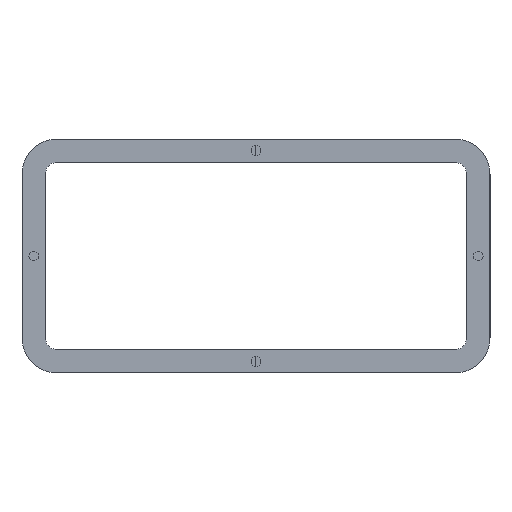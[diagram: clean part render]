
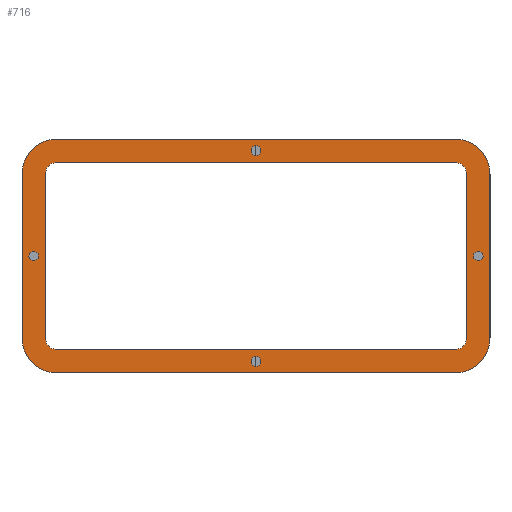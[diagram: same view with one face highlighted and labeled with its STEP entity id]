
A CAD part, left-side view. The second image highlights one B-rep face of the part: STEP entity #716.
In plain terms, the highlighted planar face has unit normal (-1, 0, 0).
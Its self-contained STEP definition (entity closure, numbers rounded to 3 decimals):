
#517=AXIS2_PLACEMENT_3D('Circle Axis2P3D',#515,#516,$) ;
#535=AXIS2_PLACEMENT_3D('Plane Axis2P3D',#532,#533,#534) ;
#548=AXIS2_PLACEMENT_3D('Circle Axis2P3D',#546,#547,$) ;
#562=AXIS2_PLACEMENT_3D('Circle Axis2P3D',#560,#561,$) ;
#574=AXIS2_PLACEMENT_3D('Circle Axis2P3D',#572,#573,$) ;
#598=AXIS2_PLACEMENT_3D('Circle Axis2P3D',#596,#597,$) ;
#612=AXIS2_PLACEMENT_3D('Circle Axis2P3D',#610,#611,$) ;
#617=AXIS2_PLACEMENT_3D('Circle Axis2P3D',#615,#616,$) ;
#631=AXIS2_PLACEMENT_3D('Circle Axis2P3D',#629,#630,$) ;
#646=AXIS2_PLACEMENT_3D('Circle Axis2P3D',#644,#645,$) ;
#655=AXIS2_PLACEMENT_3D('Circle Axis2P3D',#653,#654,$) ;
#664=AXIS2_PLACEMENT_3D('Circle Axis2P3D',#662,#663,$) ;
#673=AXIS2_PLACEMENT_3D('Circle Axis2P3D',#671,#672,$) ;
#682=AXIS2_PLACEMENT_3D('Circle Axis2P3D',#680,#681,$) ;
#691=AXIS2_PLACEMENT_3D('Circle Axis2P3D',#689,#690,$) ;
#700=AXIS2_PLACEMENT_3D('Circle Axis2P3D',#698,#699,$) ;
#709=AXIS2_PLACEMENT_3D('Circle Axis2P3D',#707,#708,$) ;
#94=CARTESIAN_POINT('Line Origine',(-320.,100.,750.)) ;
#98=CARTESIAN_POINT('Vertex',(-320.,100.,715.)) ;
#100=CARTESIAN_POINT('Vertex',(-320.,100.,785.)) ;
#306=CARTESIAN_POINT('Vertex',(-320.,90.,785.)) ;
#309=CARTESIAN_POINT('Line Origine',(-320.,90.,750.)) ;
#313=CARTESIAN_POINT('Vertex',(-320.,90.,715.)) ;
#512=CARTESIAN_POINT('Vertex',(-320.,85.,700.)) ;
#515=CARTESIAN_POINT('Axis2P3D Location',(-320.,85.,715.)) ;
#532=CARTESIAN_POINT('Axis2P3D Location',(-320.,0.,0.)) ;
#537=CARTESIAN_POINT('Line Origine',(-320.,-100.,750.)) ;
#541=CARTESIAN_POINT('Vertex',(-320.,-100.,785.)) ;
#543=CARTESIAN_POINT('Vertex',(-320.,-100.,715.)) ;
#546=CARTESIAN_POINT('Axis2P3D Location',(-320.,-85.,785.)) ;
#550=CARTESIAN_POINT('Vertex',(-320.,-85.,800.)) ;
#553=CARTESIAN_POINT('Line Origine',(-320.,0.,800.)) ;
#557=CARTESIAN_POINT('Vertex',(-320.,85.,800.)) ;
#560=CARTESIAN_POINT('Axis2P3D Location',(-320.,85.,785.)) ;
#565=CARTESIAN_POINT('Line Origine',(-320.,0.,700.)) ;
#569=CARTESIAN_POINT('Vertex',(-320.,-85.,700.)) ;
#572=CARTESIAN_POINT('Axis2P3D Location',(-320.,-85.,715.)) ;
#587=CARTESIAN_POINT('Line Origine',(-320.,-90.,750.)) ;
#591=CARTESIAN_POINT('Vertex',(-320.,-90.,785.)) ;
#593=CARTESIAN_POINT('Vertex',(-320.,-90.,715.)) ;
#596=CARTESIAN_POINT('Axis2P3D Location',(-320.,-85.,715.)) ;
#600=CARTESIAN_POINT('Vertex',(-320.,-85.,710.)) ;
#603=CARTESIAN_POINT('Line Origine',(-320.,0.,710.)) ;
#607=CARTESIAN_POINT('Vertex',(-320.,85.,710.)) ;
#610=CARTESIAN_POINT('Axis2P3D Location',(-320.,85.,715.)) ;
#615=CARTESIAN_POINT('Axis2P3D Location',(-320.,85.,785.)) ;
#619=CARTESIAN_POINT('Vertex',(-320.,85.,790.)) ;
#622=CARTESIAN_POINT('Line Origine',(-320.,0.,790.)) ;
#626=CARTESIAN_POINT('Vertex',(-320.,-85.,790.)) ;
#629=CARTESIAN_POINT('Axis2P3D Location',(-320.,-85.,785.)) ;
#644=CARTESIAN_POINT('Axis2P3D Location',(-320.,95.,750.)) ;
#648=CARTESIAN_POINT('Vertex',(-320.,92.9,750.)) ;
#650=CARTESIAN_POINT('Vertex',(-320.,97.1,750.)) ;
#653=CARTESIAN_POINT('Axis2P3D Location',(-320.,95.,750.)) ;
#662=CARTESIAN_POINT('Axis2P3D Location',(-320.,0.,705.)) ;
#666=CARTESIAN_POINT('Vertex',(-320.,-2.1,705.)) ;
#668=CARTESIAN_POINT('Vertex',(-320.,2.1,705.)) ;
#671=CARTESIAN_POINT('Axis2P3D Location',(-320.,0.,705.)) ;
#680=CARTESIAN_POINT('Axis2P3D Location',(-320.,-95.,750.)) ;
#684=CARTESIAN_POINT('Vertex',(-320.,-92.9,750.)) ;
#686=CARTESIAN_POINT('Vertex',(-320.,-97.1,750.)) ;
#689=CARTESIAN_POINT('Axis2P3D Location',(-320.,-95.,750.)) ;
#698=CARTESIAN_POINT('Axis2P3D Location',(-320.,0.,795.)) ;
#702=CARTESIAN_POINT('Vertex',(-320.,-2.1,795.)) ;
#704=CARTESIAN_POINT('Vertex',(-320.,2.1,795.)) ;
#707=CARTESIAN_POINT('Axis2P3D Location',(-320.,0.,795.)) ;
#95=DIRECTION('Vector Direction',(0.,0.,1.)) ;
#310=DIRECTION('Vector Direction',(0.,0.,1.)) ;
#516=DIRECTION('Axis2P3D Direction',(-1.,0.,0.)) ;
#533=DIRECTION('Axis2P3D Direction',(-1.,0.,0.)) ;
#534=DIRECTION('Axis2P3D XDirection',(0.,-1.,0.)) ;
#538=DIRECTION('Vector Direction',(0.,0.,-1.)) ;
#547=DIRECTION('Axis2P3D Direction',(-1.,0.,0.)) ;
#554=DIRECTION('Vector Direction',(0.,-1.,0.)) ;
#561=DIRECTION('Axis2P3D Direction',(-1.,0.,0.)) ;
#566=DIRECTION('Vector Direction',(0.,1.,0.)) ;
#573=DIRECTION('Axis2P3D Direction',(-1.,0.,0.)) ;
#588=DIRECTION('Vector Direction',(0.,0.,-1.)) ;
#597=DIRECTION('Axis2P3D Direction',(-1.,0.,0.)) ;
#604=DIRECTION('Vector Direction',(0.,1.,0.)) ;
#611=DIRECTION('Axis2P3D Direction',(-1.,0.,0.)) ;
#616=DIRECTION('Axis2P3D Direction',(-1.,0.,0.)) ;
#623=DIRECTION('Vector Direction',(0.,-1.,0.)) ;
#630=DIRECTION('Axis2P3D Direction',(-1.,0.,0.)) ;
#645=DIRECTION('Axis2P3D Direction',(-1.,0.,0.)) ;
#654=DIRECTION('Axis2P3D Direction',(-1.,0.,0.)) ;
#663=DIRECTION('Axis2P3D Direction',(-1.,0.,0.)) ;
#672=DIRECTION('Axis2P3D Direction',(-1.,0.,0.)) ;
#681=DIRECTION('Axis2P3D Direction',(-1.,0.,0.)) ;
#690=DIRECTION('Axis2P3D Direction',(-1.,0.,0.)) ;
#699=DIRECTION('Axis2P3D Direction',(-1.,0.,0.)) ;
#708=DIRECTION('Axis2P3D Direction',(-1.,0.,0.)) ;
#96=VECTOR('Line Direction',#95,1.) ;
#311=VECTOR('Line Direction',#310,1.) ;
#539=VECTOR('Line Direction',#538,1.) ;
#555=VECTOR('Line Direction',#554,1.) ;
#567=VECTOR('Line Direction',#566,1.) ;
#589=VECTOR('Line Direction',#588,1.) ;
#605=VECTOR('Line Direction',#604,1.) ;
#624=VECTOR('Line Direction',#623,1.) ;
#578=ORIENTED_EDGE('',*,*,#545,.F.) ;
#579=ORIENTED_EDGE('',*,*,#552,.T.) ;
#580=ORIENTED_EDGE('',*,*,#559,.F.) ;
#581=ORIENTED_EDGE('',*,*,#564,.T.) ;
#582=ORIENTED_EDGE('',*,*,#102,.F.) ;
#583=ORIENTED_EDGE('',*,*,#519,.T.) ;
#584=ORIENTED_EDGE('',*,*,#571,.F.) ;
#585=ORIENTED_EDGE('',*,*,#576,.T.) ;
#635=ORIENTED_EDGE('',*,*,#595,.T.) ;
#636=ORIENTED_EDGE('',*,*,#602,.F.) ;
#637=ORIENTED_EDGE('',*,*,#609,.T.) ;
#638=ORIENTED_EDGE('',*,*,#614,.F.) ;
#639=ORIENTED_EDGE('',*,*,#315,.T.) ;
#640=ORIENTED_EDGE('',*,*,#621,.F.) ;
#641=ORIENTED_EDGE('',*,*,#628,.T.) ;
#642=ORIENTED_EDGE('',*,*,#633,.F.) ;
#659=ORIENTED_EDGE('',*,*,#652,.F.) ;
#660=ORIENTED_EDGE('',*,*,#657,.F.) ;
#677=ORIENTED_EDGE('',*,*,#670,.F.) ;
#678=ORIENTED_EDGE('',*,*,#675,.F.) ;
#695=ORIENTED_EDGE('',*,*,#688,.F.) ;
#696=ORIENTED_EDGE('',*,*,#693,.F.) ;
#713=ORIENTED_EDGE('',*,*,#706,.F.) ;
#714=ORIENTED_EDGE('',*,*,#711,.F.) ;
#643=FACE_BOUND('',#634,.T.) ;
#661=FACE_BOUND('',#658,.T.) ;
#679=FACE_BOUND('',#676,.T.) ;
#697=FACE_BOUND('',#694,.T.) ;
#715=FACE_BOUND('',#712,.T.) ;
#716=ADVANCED_FACE('PartBody',(#586,#643,#661,#679,#697,#715),#536,.T.) ;
#518=CIRCLE('generated circle',#517,15.) ;
#549=CIRCLE('generated circle',#548,15.) ;
#563=CIRCLE('generated circle',#562,15.) ;
#575=CIRCLE('generated circle',#574,15.) ;
#599=CIRCLE('generated circle',#598,5.) ;
#613=CIRCLE('generated circle',#612,5.) ;
#618=CIRCLE('generated circle',#617,5.) ;
#632=CIRCLE('generated circle',#631,5.) ;
#647=CIRCLE('generated circle',#646,2.1) ;
#656=CIRCLE('generated circle',#655,2.1) ;
#665=CIRCLE('generated circle',#664,2.1) ;
#674=CIRCLE('generated circle',#673,2.1) ;
#683=CIRCLE('generated circle',#682,2.1) ;
#692=CIRCLE('generated circle',#691,2.1) ;
#701=CIRCLE('generated circle',#700,2.1) ;
#710=CIRCLE('generated circle',#709,2.1) ;
#102=EDGE_CURVE('',#99,#101,#97,.T.) ;
#315=EDGE_CURVE('',#314,#307,#312,.T.) ;
#519=EDGE_CURVE('',#99,#513,#518,.T.) ;
#545=EDGE_CURVE('',#542,#544,#540,.T.) ;
#552=EDGE_CURVE('',#542,#551,#549,.T.) ;
#559=EDGE_CURVE('',#558,#551,#556,.T.) ;
#564=EDGE_CURVE('',#558,#101,#563,.T.) ;
#571=EDGE_CURVE('',#570,#513,#568,.T.) ;
#576=EDGE_CURVE('',#570,#544,#575,.T.) ;
#595=EDGE_CURVE('',#592,#594,#590,.T.) ;
#602=EDGE_CURVE('',#601,#594,#599,.T.) ;
#609=EDGE_CURVE('',#601,#608,#606,.T.) ;
#614=EDGE_CURVE('',#314,#608,#613,.T.) ;
#621=EDGE_CURVE('',#620,#307,#618,.T.) ;
#628=EDGE_CURVE('',#620,#627,#625,.T.) ;
#633=EDGE_CURVE('',#592,#627,#632,.T.) ;
#652=EDGE_CURVE('',#649,#651,#647,.T.) ;
#657=EDGE_CURVE('',#651,#649,#656,.T.) ;
#670=EDGE_CURVE('',#667,#669,#665,.T.) ;
#675=EDGE_CURVE('',#669,#667,#674,.T.) ;
#688=EDGE_CURVE('',#685,#687,#683,.T.) ;
#693=EDGE_CURVE('',#687,#685,#692,.T.) ;
#706=EDGE_CURVE('',#703,#705,#701,.T.) ;
#711=EDGE_CURVE('',#705,#703,#710,.T.) ;
#577=EDGE_LOOP('',(#578,#579,#580,#581,#582,#583,#584,#585)) ;
#634=EDGE_LOOP('',(#635,#636,#637,#638,#639,#640,#641,#642)) ;
#658=EDGE_LOOP('',(#659,#660)) ;
#676=EDGE_LOOP('',(#677,#678)) ;
#694=EDGE_LOOP('',(#695,#696)) ;
#712=EDGE_LOOP('',(#713,#714)) ;
#586=FACE_OUTER_BOUND('',#577,.T.) ;
#97=LINE('Line',#94,#96) ;
#312=LINE('Line',#309,#311) ;
#540=LINE('Line',#537,#539) ;
#556=LINE('Line',#553,#555) ;
#568=LINE('Line',#565,#567) ;
#590=LINE('Line',#587,#589) ;
#606=LINE('Line',#603,#605) ;
#625=LINE('Line',#622,#624) ;
#536=PLANE('',#535) ;
#99=VERTEX_POINT('',#98) ;
#101=VERTEX_POINT('',#100) ;
#307=VERTEX_POINT('',#306) ;
#314=VERTEX_POINT('',#313) ;
#513=VERTEX_POINT('',#512) ;
#542=VERTEX_POINT('',#541) ;
#544=VERTEX_POINT('',#543) ;
#551=VERTEX_POINT('',#550) ;
#558=VERTEX_POINT('',#557) ;
#570=VERTEX_POINT('',#569) ;
#592=VERTEX_POINT('',#591) ;
#594=VERTEX_POINT('',#593) ;
#601=VERTEX_POINT('',#600) ;
#608=VERTEX_POINT('',#607) ;
#620=VERTEX_POINT('',#619) ;
#627=VERTEX_POINT('',#626) ;
#649=VERTEX_POINT('',#648) ;
#651=VERTEX_POINT('',#650) ;
#667=VERTEX_POINT('',#666) ;
#669=VERTEX_POINT('',#668) ;
#685=VERTEX_POINT('',#684) ;
#687=VERTEX_POINT('',#686) ;
#703=VERTEX_POINT('',#702) ;
#705=VERTEX_POINT('',#704) ;
